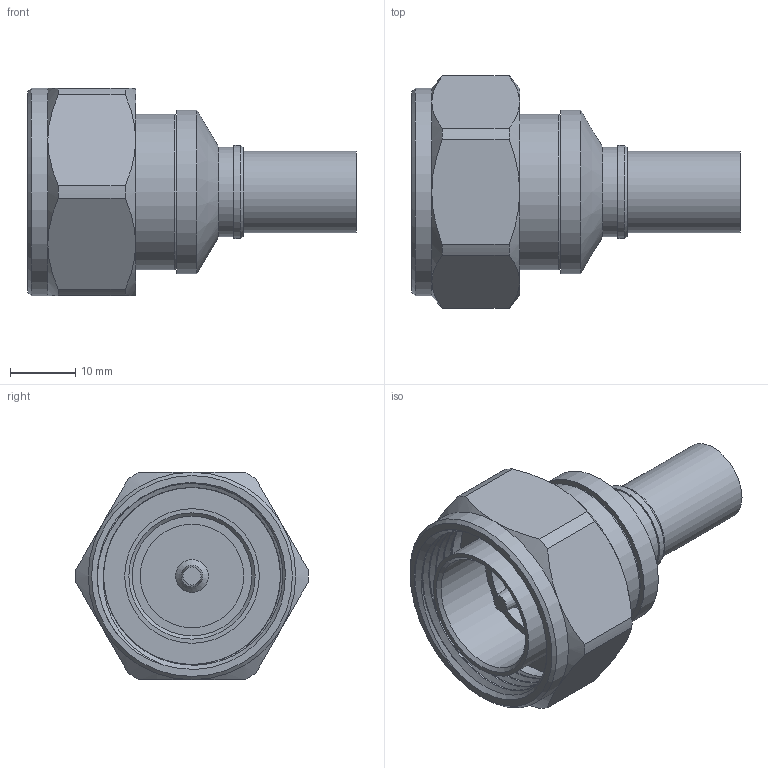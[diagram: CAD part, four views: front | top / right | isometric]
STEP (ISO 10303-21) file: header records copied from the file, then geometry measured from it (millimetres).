
FILE_DESCRIPTION (( 'STEP AP203' ), '1' );
FILE_NAME ('PE4571.step', '2019-11-13T21:01:37', ( '' ), ( '' ), 'SwSTEP 2.0', 'SolidWorks 2018', '' );
FILE_SCHEMA (( 'CONFIG_CONTROL_DESIGN' ));
Length unit declared in the file: inch
Products named in the file (1): PE4571
Bounding box: 50.25 x 35.58 x 31.75 mm (x, y, z)
Volume: 14284.3 mm3; surface area: 9350.4 mm2
Topology: 2 solids, 2 shells, 68 faces, 141 edges, 89 vertices
Faces by surface type: plane 22, cone 22, cylinder 21, bspline 3
Full cylindrical faces by diameter (mm): 5.08 x1, 7.5 x1, 9 x1, 11.3 x1, 12.5 x1, 13.767 x1, 14.243 x1, 15.85 x1, 18.3 x1, 20.6 x1, 23.866 x1, 25.051 x1, 29.076 x1, 31.75 x1
Entity records: 2922 total; most frequent: CARTESIAN_POINT 1566, DIRECTION 268, ORIENTED_EDGE 224, AXIS2_PLACEMENT_3D 128, EDGE_CURVE 112, EDGE_LOOP 102, VERTEX_POINT 82, FACE_OUTER_BOUND 82
